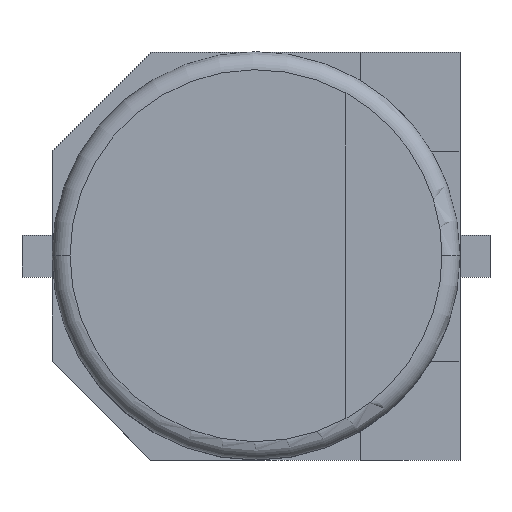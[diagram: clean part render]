
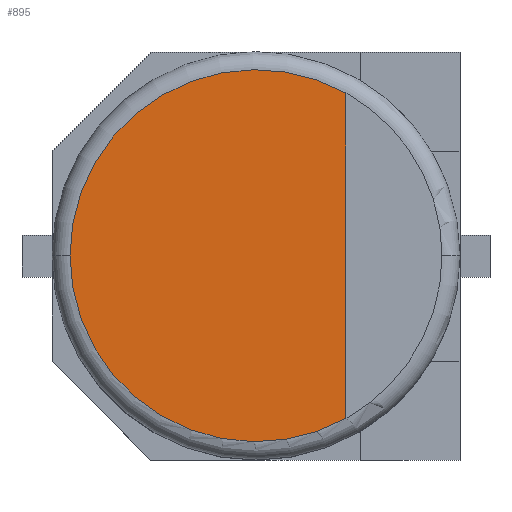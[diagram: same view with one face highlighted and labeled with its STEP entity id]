
A CAD part, top view. The second image highlights one B-rep face of the part: STEP entity #895.
In plain terms, the highlighted planar face has unit normal (0, 0, 1).
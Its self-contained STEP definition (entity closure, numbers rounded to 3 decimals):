
#620=CARTESIAN_POINT('',(-3.1,0.,5.7));
#621=VERTEX_POINT('',#620);
#629=CARTESIAN_POINT('',(1.5,2.713,5.7));
#630=VERTEX_POINT('',#629);
#631=CARTESIAN_POINT('',(0.,0.,5.7));
#632=DIRECTION('',(0.0,0.0,-1.0));
#633=DIRECTION('',(-1.0,0.0,0.0));
#634=AXIS2_PLACEMENT_3D('',#631,#632,#633);
#635=CIRCLE('',#634,3.1);
#636=EDGE_CURVE('',#621,#630,#635,.T.);
#751=CARTESIAN_POINT('',(1.5,-2.713,5.7));
#752=VERTEX_POINT('',#751);
#753=CARTESIAN_POINT('',(1.5,-2.713,5.7));
#754=DIRECTION('',(0.0,1.0,0.0));
#755=VECTOR('',#754,5.426);
#756=LINE('',#753,#755);
#757=EDGE_CURVE('',#752,#630,#756,.T.);
#863=CARTESIAN_POINT('',(0.,0.,5.7));
#864=DIRECTION('',(0.0,0.0,-1.0));
#865=DIRECTION('',(-1.0,0.0,0.0));
#866=AXIS2_PLACEMENT_3D('',#863,#864,#865);
#867=CIRCLE('',#866,3.1);
#868=EDGE_CURVE('',#752,#621,#867,.T.);
#885=CARTESIAN_POINT('',(0.,0.,5.7));
#886=DIRECTION('',(0.0,0.0,1.0));
#887=DIRECTION('',(1.0,0.0,0.0));
#888=AXIS2_PLACEMENT_3D('',#885,#886,#887);
#889=PLANE('',#888);
#890=ORIENTED_EDGE('',*,*,#757,.T.);
#891=ORIENTED_EDGE('',*,*,#636,.F.);
#892=ORIENTED_EDGE('',*,*,#868,.F.);
#893=EDGE_LOOP('',(#890,#891,#892));
#894=FACE_OUTER_BOUND('',#893,.T.);
#895=ADVANCED_FACE('',(#894),#889,.T.);
